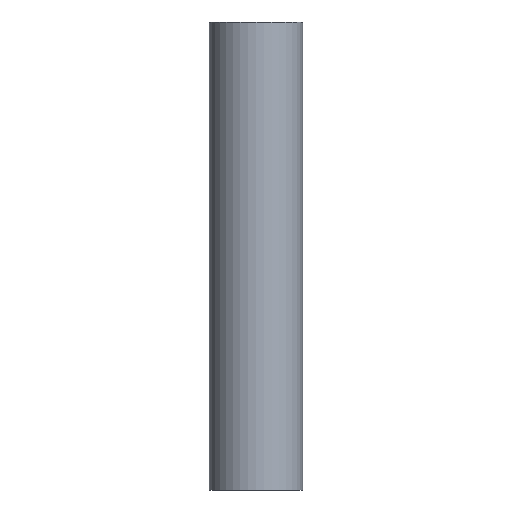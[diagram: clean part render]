
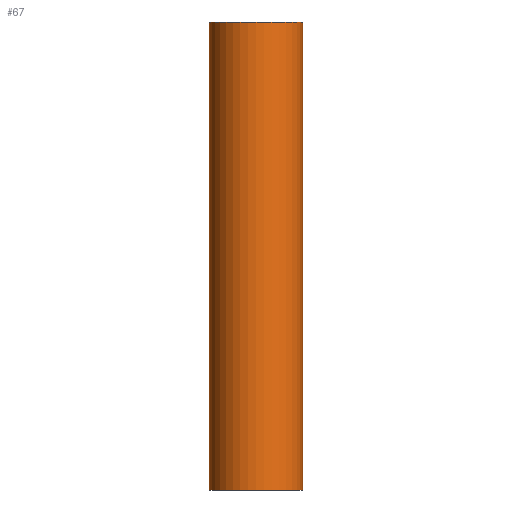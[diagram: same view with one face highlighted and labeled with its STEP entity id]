
A CAD part, front view. The second image highlights one B-rep face of the part: STEP entity #67.
In plain terms, the highlighted cylindrical face has radius 8 mm (diameter 16 mm), a partial arc.
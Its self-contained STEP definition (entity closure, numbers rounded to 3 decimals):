
#3 = CIRCLE ( 'NONE', #83, 8. ) ;
#13 = DIRECTION ( 'NONE',  ( 0., 0., -1. ) ) ;
#29 = CARTESIAN_POINT ( 'NONE',  ( 8., 0., 40. ) ) ;
#30 = DIRECTION ( 'NONE',  ( 1., 0., 0. ) ) ;
#32 = CARTESIAN_POINT ( 'NONE',  ( 8., 0., -40. ) ) ;
#33 = AXIS2_PLACEMENT_3D ( 'NONE', #192, #46, #111 ) ;
#35 = VERTEX_POINT ( 'NONE', #32 ) ;
#38 = CYLINDRICAL_SURFACE ( 'NONE', #33, 8. ) ;
#42 = ORIENTED_EDGE ( 'NONE', *, *, #204, .F. ) ;
#46 = DIRECTION ( 'NONE',  ( 0., 0., -1. ) ) ;
#47 = VECTOR ( 'NONE', #13, 1000. ) ;
#57 = DIRECTION ( 'NONE',  ( 0., 0., 1. ) ) ;
#60 = CARTESIAN_POINT ( 'NONE',  ( -8., 0., 40. ) ) ;
#64 = ORIENTED_EDGE ( 'NONE', *, *, #178, .F. ) ;
#67 = ADVANCED_FACE ( 'NONE', ( #68 ), #38, .T. ) ;
#68 = FACE_OUTER_BOUND ( 'NONE', #82, .T. ) ;
#70 = CARTESIAN_POINT ( 'NONE',  ( 8., 0., 40. ) ) ;
#72 = CARTESIAN_POINT ( 'NONE',  ( -8., 0., -40. ) ) ;
#73 = DIRECTION ( 'NONE',  ( 0., 0., 1. ) ) ;
#81 = VECTOR ( 'NONE', #103, 1000. ) ;
#82 = EDGE_LOOP ( 'NONE', ( #64, #42, #150, #129 ) ) ;
#83 = AXIS2_PLACEMENT_3D ( 'NONE', #157, #73, #30 ) ;
#85 = LINE ( 'NONE', #122, #81 ) ;
#97 = VERTEX_POINT ( 'NONE', #70 ) ;
#103 = DIRECTION ( 'NONE',  ( 0., 0., -1. ) ) ;
#111 = DIRECTION ( 'NONE',  ( -1., 0., 0. ) ) ;
#117 = LINE ( 'NONE', #29, #47 ) ;
#122 = CARTESIAN_POINT ( 'NONE',  ( -8., 0., 40. ) ) ;
#129 = ORIENTED_EDGE ( 'NONE', *, *, #190, .T. ) ;
#136 = VERTEX_POINT ( 'NONE', #60 ) ;
#147 = AXIS2_PLACEMENT_3D ( 'NONE', #154, #57, #188 ) ;
#149 = CIRCLE ( 'NONE', #147, 8. ) ;
#150 = ORIENTED_EDGE ( 'NONE', *, *, #200, .T. ) ;
#153 = VERTEX_POINT ( 'NONE', #72 ) ;
#154 = CARTESIAN_POINT ( 'NONE',  ( 0., 0., -40. ) ) ;
#157 = CARTESIAN_POINT ( 'NONE',  ( 0., 0., 40. ) ) ;
#178 = EDGE_CURVE ( 'NONE', #97, #35, #117, .T. ) ;
#188 = DIRECTION ( 'NONE',  ( 1., 0., 0. ) ) ;
#190 = EDGE_CURVE ( 'NONE', #153, #35, #149, .T. ) ;
#192 = CARTESIAN_POINT ( 'NONE',  ( 0., 0., 40. ) ) ;
#200 = EDGE_CURVE ( 'NONE', #136, #153, #85, .T. ) ;
#204 = EDGE_CURVE ( 'NONE', #136, #97, #3, .T. ) ;
